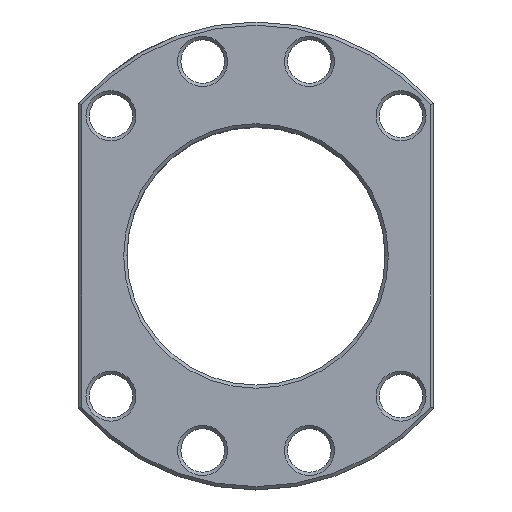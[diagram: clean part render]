
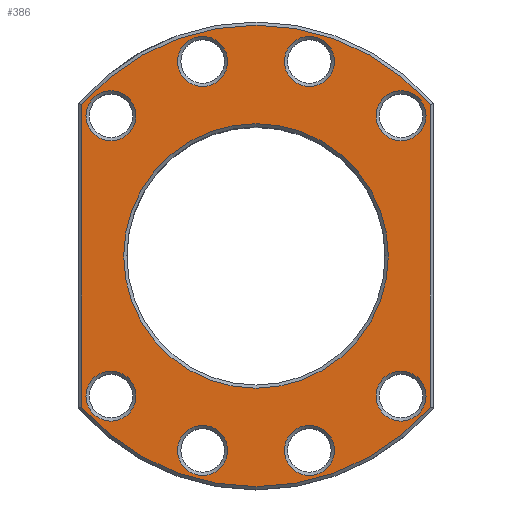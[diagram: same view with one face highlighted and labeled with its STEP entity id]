
A CAD part, top view. The second image highlights one B-rep face of the part: STEP entity #386.
In plain terms, the highlighted planar face has unit normal (0, 0, 1).
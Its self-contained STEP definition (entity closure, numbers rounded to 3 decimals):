
#150=PLANE('',#3566);
#386=ADVANCED_FACE('',(#626,#627,#628,#629,#630,#631,#632,#633,#634,#635),
#150,.T.);
#626=FACE_BOUND('',#729,.T.);
#627=FACE_BOUND('',#730,.T.);
#628=FACE_BOUND('',#731,.T.);
#629=FACE_BOUND('',#732,.T.);
#630=FACE_BOUND('',#733,.T.);
#631=FACE_BOUND('',#734,.T.);
#632=FACE_BOUND('',#735,.T.);
#633=FACE_BOUND('',#736,.T.);
#634=FACE_BOUND('',#737,.T.);
#635=FACE_BOUND('',#738,.T.);
#729=EDGE_LOOP('',(#1481));
#730=EDGE_LOOP('',(#1482));
#731=EDGE_LOOP('',(#1483));
#732=EDGE_LOOP('',(#1484));
#733=EDGE_LOOP('',(#1485));
#734=EDGE_LOOP('',(#1486));
#735=EDGE_LOOP('',(#1487));
#736=EDGE_LOOP('',(#1488));
#737=EDGE_LOOP('',(#1489,#1490,#1491,#1492));
#738=EDGE_LOOP('',(#1493));
#1319=CIRCLE('',#3555,7.75);
#1320=CIRCLE('',#3556,7.75);
#1321=CIRCLE('',#3557,7.75);
#1322=CIRCLE('',#3558,7.75);
#1323=CIRCLE('',#3559,7.75);
#1324=CIRCLE('',#3560,7.75);
#1325=CIRCLE('',#3561,7.75);
#1326=CIRCLE('',#3562,7.75);
#1327=CIRCLE('',#3563,71.5);
#1328=CIRCLE('',#3564,71.5);
#1329=CIRCLE('',#3565,41.);
#1481=ORIENTED_EDGE('',*,*,#2739,.T.);
#1482=ORIENTED_EDGE('',*,*,#2740,.T.);
#1483=ORIENTED_EDGE('',*,*,#2741,.T.);
#1484=ORIENTED_EDGE('',*,*,#2742,.T.);
#1485=ORIENTED_EDGE('',*,*,#2743,.T.);
#1486=ORIENTED_EDGE('',*,*,#2744,.T.);
#1487=ORIENTED_EDGE('',*,*,#2745,.T.);
#1488=ORIENTED_EDGE('',*,*,#2746,.T.);
#1489=ORIENTED_EDGE('',*,*,#2747,.T.);
#1490=ORIENTED_EDGE('',*,*,#2748,.T.);
#1491=ORIENTED_EDGE('',*,*,#2749,.T.);
#1492=ORIENTED_EDGE('',*,*,#2750,.T.);
#1493=ORIENTED_EDGE('',*,*,#2751,.T.);
#2411=VERTEX_POINT('',#5339);
#2412=VERTEX_POINT('',#5341);
#2413=VERTEX_POINT('',#5343);
#2414=VERTEX_POINT('',#5345);
#2415=VERTEX_POINT('',#5347);
#2416=VERTEX_POINT('',#5349);
#2417=VERTEX_POINT('',#5351);
#2418=VERTEX_POINT('',#5353);
#2419=VERTEX_POINT('',#5355);
#2420=VERTEX_POINT('',#5356);
#2421=VERTEX_POINT('',#5358);
#2422=VERTEX_POINT('',#5360);
#2423=VERTEX_POINT('',#5363);
#2739=EDGE_CURVE('',#2411,#2411,#1319,.T.);
#2740=EDGE_CURVE('',#2412,#2412,#1320,.T.);
#2741=EDGE_CURVE('',#2413,#2413,#1321,.T.);
#2742=EDGE_CURVE('',#2414,#2414,#1322,.T.);
#2743=EDGE_CURVE('',#2415,#2415,#1323,.T.);
#2744=EDGE_CURVE('',#2416,#2416,#1324,.T.);
#2745=EDGE_CURVE('',#2417,#2417,#1325,.T.);
#2746=EDGE_CURVE('',#2418,#2418,#1326,.T.);
#2747=EDGE_CURVE('',#2419,#2420,#3095,.T.);
#2748=EDGE_CURVE('',#2420,#2421,#1327,.T.);
#2749=EDGE_CURVE('',#2421,#2422,#3096,.T.);
#2750=EDGE_CURVE('',#2422,#2419,#1328,.T.);
#2751=EDGE_CURVE('',#2423,#2423,#1329,.T.);
#3095=LINE('',#5354,#3262);
#3096=LINE('',#5359,#3263);
#3262=VECTOR('',#3828,1.);
#3263=VECTOR('',#3831,1.);
#3555=AXIS2_PLACEMENT_3D('',#5338,#3812,#3813);
#3556=AXIS2_PLACEMENT_3D('',#5340,#3814,#3815);
#3557=AXIS2_PLACEMENT_3D('',#5342,#3816,#3817);
#3558=AXIS2_PLACEMENT_3D('',#5344,#3818,#3819);
#3559=AXIS2_PLACEMENT_3D('',#5346,#3820,#3821);
#3560=AXIS2_PLACEMENT_3D('',#5348,#3822,#3823);
#3561=AXIS2_PLACEMENT_3D('',#5350,#3824,#3825);
#3562=AXIS2_PLACEMENT_3D('',#5352,#3826,#3827);
#3563=AXIS2_PLACEMENT_3D('',#5357,#3829,#3830);
#3564=AXIS2_PLACEMENT_3D('',#5361,#3832,#3833);
#3565=AXIS2_PLACEMENT_3D('',#5362,#3834,#3835);
#3566=AXIS2_PLACEMENT_3D('',#5364,#3836,#3837);
#3812=DIRECTION('',(0.,0.,-1.));
#3813=DIRECTION('',(1.,0.,0.));
#3814=DIRECTION('',(0.,0.,-1.));
#3815=DIRECTION('',(1.,0.,0.));
#3816=DIRECTION('',(0.,0.,-1.));
#3817=DIRECTION('',(1.,0.,0.));
#3818=DIRECTION('',(0.,0.,-1.));
#3819=DIRECTION('',(1.,0.,0.));
#3820=DIRECTION('',(0.,0.,-1.));
#3821=DIRECTION('',(1.,0.,0.));
#3822=DIRECTION('',(0.,0.,-1.));
#3823=DIRECTION('',(1.,0.,0.));
#3824=DIRECTION('',(0.,0.,-1.));
#3825=DIRECTION('',(1.,0.,0.));
#3826=DIRECTION('',(0.,0.,-1.));
#3827=DIRECTION('',(1.,0.,0.));
#3828=DIRECTION('',(0.,-1.,0.));
#3829=DIRECTION('',(0.,0.,1.));
#3830=DIRECTION('',(1.,0.,0.));
#3831=DIRECTION('',(0.,1.,0.));
#3832=DIRECTION('',(0.,0.,1.));
#3833=DIRECTION('',(1.,0.,0.));
#3834=DIRECTION('',(0.,0.,-1.));
#3835=DIRECTION('',(1.,0.,0.));
#3836=DIRECTION('',(0.,0.,1.));
#3837=DIRECTION('',(1.,0.,0.));
#5338=CARTESIAN_POINT('',(-44.94,43.436,0.));
#5339=CARTESIAN_POINT('',(-37.19,43.436,0.));
#5340=CARTESIAN_POINT('',(-16.552,60.268,0.));
#5341=CARTESIAN_POINT('',(-8.802,60.268,0.));
#5342=CARTESIAN_POINT('',(16.552,60.268,0.));
#5343=CARTESIAN_POINT('',(24.302,60.268,0.));
#5344=CARTESIAN_POINT('',(44.94,43.436,0.));
#5345=CARTESIAN_POINT('',(52.69,43.436,0.));
#5346=CARTESIAN_POINT('',(44.94,-43.436,0.));
#5347=CARTESIAN_POINT('',(52.69,-43.436,0.));
#5348=CARTESIAN_POINT('',(-44.94,-43.436,0.));
#5349=CARTESIAN_POINT('',(-37.19,-43.436,0.));
#5350=CARTESIAN_POINT('',(16.552,-60.268,0.));
#5351=CARTESIAN_POINT('',(24.302,-60.268,0.));
#5352=CARTESIAN_POINT('',(-16.552,-60.268,0.));
#5353=CARTESIAN_POINT('',(-8.802,-60.268,0.));
#5354=CARTESIAN_POINT('',(-54.,-47.236,0.));
#5355=CARTESIAN_POINT('',(-54.,46.864,0.));
#5356=CARTESIAN_POINT('',(-54.,-46.864,0.));
#5357=CARTESIAN_POINT('',(0.,0.,0.));
#5358=CARTESIAN_POINT('',(54.,-46.864,0.));
#5359=CARTESIAN_POINT('',(54.,47.236,0.));
#5360=CARTESIAN_POINT('',(54.,46.864,0.));
#5361=CARTESIAN_POINT('',(0.,0.,0.));
#5362=CARTESIAN_POINT('',(0.,0.,0.));
#5363=CARTESIAN_POINT('',(41.,0.,0.));
#5364=CARTESIAN_POINT('',(0.,0.,0.));
